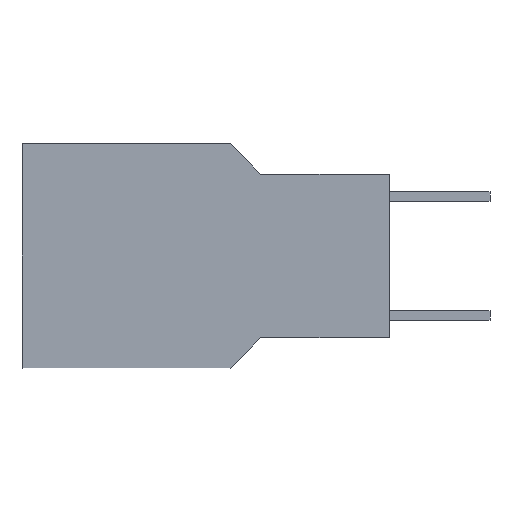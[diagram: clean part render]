
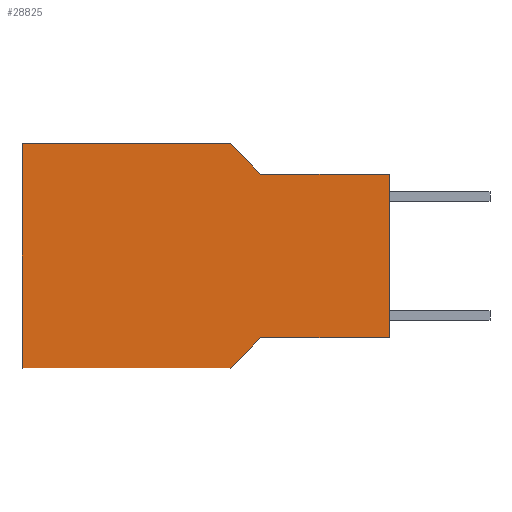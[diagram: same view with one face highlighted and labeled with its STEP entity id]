
A CAD part, left-side view. The second image highlights one B-rep face of the part: STEP entity #28825.
In plain terms, the highlighted planar face has unit normal (-1, 0, 0).
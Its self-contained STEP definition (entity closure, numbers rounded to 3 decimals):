
#54 = VERTEX_POINT ( 'NONE', #15702 ) ;
#209 = VECTOR ( 'NONE', #14498, 1000. ) ;
#386 = ORIENTED_EDGE ( 'NONE', *, *, #3173, .F. ) ;
#501 = ORIENTED_EDGE ( 'NONE', *, *, #3915, .F. ) ;
#964 = VECTOR ( 'NONE', #20627, 1000. ) ;
#1093 = DIRECTION ( 'NONE',  ( 0., -0.707, -0.707 ) ) ;
#1411 = EDGE_LOOP ( 'NONE', ( #24784, #4102, #29792, #21936, #386, #26298, #501, #26171, #13886 ) ) ;
#1566 = CARTESIAN_POINT ( 'NONE',  ( -17.78, -8.9, -4.8 ) ) ;
#1925 = VECTOR ( 'NONE', #10008, 1000. ) ;
#2427 = CARTESIAN_POINT ( 'NONE',  ( -17.78, -8.9, -4.8 ) ) ;
#2600 = CARTESIAN_POINT ( 'NONE',  ( -17.78, -15.7, -3.5 ) ) ;
#3097 = CARTESIAN_POINT ( 'NONE',  ( -17.78, -10.2, -3.5 ) ) ;
#3173 = EDGE_CURVE ( 'NONE', #11025, #25103, #21994, .T. ) ;
#3511 = AXIS2_PLACEMENT_3D ( 'NONE', #17955, #6524, #27734 ) ;
#3611 = VECTOR ( 'NONE', #1093, 1000. ) ;
#3915 = EDGE_CURVE ( 'NONE', #7627, #24385, #13584, .T. ) ;
#4102 = ORIENTED_EDGE ( 'NONE', *, *, #29336, .T. ) ;
#5134 = LINE ( 'NONE', #24034, #1925 ) ;
#5809 = DIRECTION ( 'NONE',  ( 0., 0., -1. ) ) ;
#6005 = EDGE_CURVE ( 'NONE', #7627, #11931, #26705, .T. ) ;
#6383 = EDGE_CURVE ( 'NONE', #21561, #54, #5134, .T. ) ;
#6524 = DIRECTION ( 'NONE',  ( -1., 0., 0. ) ) ;
#7184 = VECTOR ( 'NONE', #5809, 1000. ) ;
#7627 = VERTEX_POINT ( 'NONE', #2600 ) ;
#7709 = VECTOR ( 'NONE', #17396, 1000. ) ;
#7902 = DIRECTION ( 'NONE',  ( 0., -1., 0. ) ) ;
#8894 = CARTESIAN_POINT ( 'NONE',  ( -17.78, -8.9, 4.8 ) ) ;
#10008 = DIRECTION ( 'NONE',  ( 0., 0., 1. ) ) ;
#11025 = VERTEX_POINT ( 'NONE', #2427 ) ;
#11491 = VECTOR ( 'NONE', #7902, 1000. ) ;
#11861 = CARTESIAN_POINT ( 'NONE',  ( -17.78, -10.2, 3.5 ) ) ;
#11931 = VERTEX_POINT ( 'NONE', #23803 ) ;
#12212 = CARTESIAN_POINT ( 'NONE',  ( -17.78, -15.7, 4.8 ) ) ;
#12654 = LINE ( 'NONE', #21972, #3611 ) ;
#12698 = DIRECTION ( 'NONE',  ( 0., 1., 0. ) ) ;
#12888 = CARTESIAN_POINT ( 'NONE',  ( -17.78, -15.7, -4.8 ) ) ;
#13584 = LINE ( 'NONE', #22904, #964 ) ;
#13886 = ORIENTED_EDGE ( 'NONE', *, *, #27968, .F. ) ;
#14040 = CARTESIAN_POINT ( 'NONE',  ( -17.78, -8.9, -4.8 ) ) ;
#14412 = CARTESIAN_POINT ( 'NONE',  ( -17.78, -8.9, -4.8 ) ) ;
#14498 = DIRECTION ( 'NONE',  ( 0., 0.707, -0.707 ) ) ;
#14696 = LINE ( 'NONE', #24449, #21589 ) ;
#15084 = PLANE ( 'NONE',  #3511 ) ;
#15095 = VECTOR ( 'NONE', #22356, 1000. ) ;
#15292 = VERTEX_POINT ( 'NONE', #11861 ) ;
#15702 = CARTESIAN_POINT ( 'NONE',  ( -17.78, 0., 4.8 ) ) ;
#16012 = CARTESIAN_POINT ( 'NONE',  ( -17.78, 0., -4.8 ) ) ;
#16803 = LINE ( 'NONE', #14040, #209 ) ;
#17396 = DIRECTION ( 'NONE',  ( 0., 0., 1. ) ) ;
#17955 = CARTESIAN_POINT ( 'NONE',  ( -17.78, -15.7, 4.8 ) ) ;
#18689 = EDGE_CURVE ( 'NONE', #24385, #11025, #16803, .T. ) ;
#18863 = EDGE_CURVE ( 'NONE', #20247, #15292, #12654, .T. ) ;
#19645 = LINE ( 'NONE', #12888, #15095 ) ;
#20247 = VERTEX_POINT ( 'NONE', #8894 ) ;
#20627 = DIRECTION ( 'NONE',  ( 0., 1., 0. ) ) ;
#21561 = VERTEX_POINT ( 'NONE', #16012 ) ;
#21589 = VECTOR ( 'NONE', #12698, 1000. ) ;
#21936 = ORIENTED_EDGE ( 'NONE', *, *, #23358, .F. ) ;
#21972 = CARTESIAN_POINT ( 'NONE',  ( -17.78, -8.9, 4.8 ) ) ;
#21994 = LINE ( 'NONE', #1566, #7184 ) ;
#22085 = CARTESIAN_POINT ( 'NONE',  ( -17.78, -10.2, 3.5 ) ) ;
#22356 = DIRECTION ( 'NONE',  ( 0., 1., 0. ) ) ;
#22904 = CARTESIAN_POINT ( 'NONE',  ( -17.78, -10.2, -3.5 ) ) ;
#23358 = EDGE_CURVE ( 'NONE', #25103, #21561, #19645, .T. ) ;
#23803 = CARTESIAN_POINT ( 'NONE',  ( -17.78, -15.7, 3.5 ) ) ;
#24034 = CARTESIAN_POINT ( 'NONE',  ( -17.78, 0., 4.8 ) ) ;
#24385 = VERTEX_POINT ( 'NONE', #3097 ) ;
#24449 = CARTESIAN_POINT ( 'NONE',  ( -17.78, -15.7, 4.8 ) ) ;
#24784 = ORIENTED_EDGE ( 'NONE', *, *, #18863, .F. ) ;
#25103 = VERTEX_POINT ( 'NONE', #14412 ) ;
#26171 = ORIENTED_EDGE ( 'NONE', *, *, #6005, .T. ) ;
#26298 = ORIENTED_EDGE ( 'NONE', *, *, #18689, .F. ) ;
#26667 = FACE_OUTER_BOUND ( 'NONE', #1411, .T. ) ;
#26705 = LINE ( 'NONE', #12212, #7709 ) ;
#27734 = DIRECTION ( 'NONE',  ( 0., 0., 1. ) ) ;
#27968 = EDGE_CURVE ( 'NONE', #15292, #11931, #28830, .T. ) ;
#28825 = ADVANCED_FACE ( 'NONE', ( #26667 ), #15084, .T. ) ;
#28830 = LINE ( 'NONE', #22085, #11491 ) ;
#29336 = EDGE_CURVE ( 'NONE', #20247, #54, #14696, .T. ) ;
#29792 = ORIENTED_EDGE ( 'NONE', *, *, #6383, .F. ) ;
